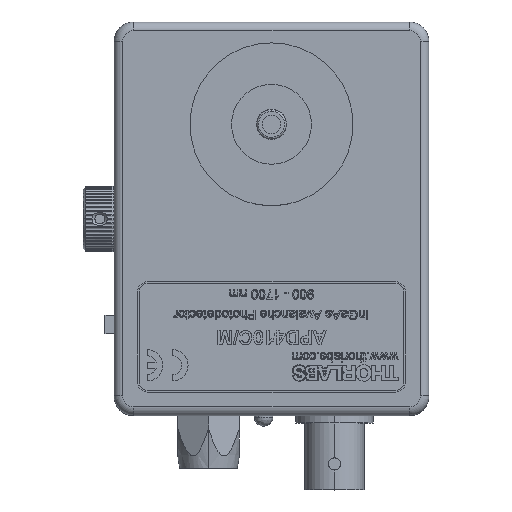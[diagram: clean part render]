
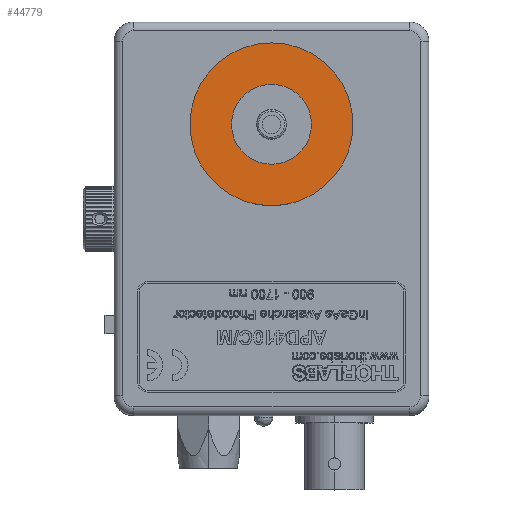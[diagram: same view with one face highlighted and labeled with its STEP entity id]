
A CAD part, top view. The second image highlights one B-rep face of the part: STEP entity #44779.
In plain terms, the highlighted planar face has unit normal (0, 0, 1).
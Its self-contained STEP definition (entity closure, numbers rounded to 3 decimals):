
#289 = CARTESIAN_POINT ( 'NONE',  ( 25.4, 46.99, 27.432 ) ) ;
#5321 = EDGE_LOOP ( 'NONE', ( #9526, #87228 ) ) ;
#9526 = ORIENTED_EDGE ( 'NONE', *, *, #99116, .F. ) ;
#10647 = DIRECTION ( 'NONE',  ( 1., 0., 0. ) ) ;
#12894 = VERTEX_POINT ( 'NONE', #37745 ) ;
#16438 = EDGE_LOOP ( 'NONE', ( #40725, #47849 ) ) ;
#24250 = DIRECTION ( 'NONE',  ( 0., 0., 1. ) ) ;
#26430 = CIRCLE ( 'NONE', #98246, 13.144 ) ;
#29842 = AXIS2_PLACEMENT_3D ( 'NONE', #289, #72158, #10647 ) ;
#33931 = AXIS2_PLACEMENT_3D ( 'NONE', #122826, #61482, #133196 ) ;
#37745 = CARTESIAN_POINT ( 'NONE',  ( 12.256, 46.99, 27.432 ) ) ;
#38774 = VERTEX_POINT ( 'NONE', #60942 ) ;
#40725 = ORIENTED_EDGE ( 'NONE', *, *, #41566, .T. ) ;
#41566 = EDGE_CURVE ( 'NONE', #12894, #38774, #26430, .T. ) ;
#43870 = DIRECTION ( 'NONE',  ( 0., 0., 1. ) ) ;
#44779 = ADVANCED_FACE ( 'NONE', ( #118124, #121335 ), #71717, .T. ) ;
#47849 = ORIENTED_EDGE ( 'NONE', *, *, #70397, .T. ) ;
#50281 = DIRECTION ( 'NONE',  ( 0., 0., 1. ) ) ;
#58903 = CIRCLE ( 'NONE', #79838, 6.439 ) ;
#60942 = CARTESIAN_POINT ( 'NONE',  ( 38.544, 46.99, 27.432 ) ) ;
#61482 = DIRECTION ( 'NONE',  ( 0., 0., 1. ) ) ;
#64856 = CARTESIAN_POINT ( 'NONE',  ( 31.839, 46.99, 27.432 ) ) ;
#65578 = AXIS2_PLACEMENT_3D ( 'NONE', #105196, #43870, #115525 ) ;
#67749 = VERTEX_POINT ( 'NONE', #125989 ) ;
#69423 = VERTEX_POINT ( 'NONE', #64856 ) ;
#70397 = EDGE_CURVE ( 'NONE', #38774, #12894, #88203, .T. ) ;
#71717 = PLANE ( 'NONE',  #29842 ) ;
#72158 = DIRECTION ( 'NONE',  ( 0., 0., 1. ) ) ;
#72547 = CIRCLE ( 'NONE', #65578, 6.439 ) ;
#79838 = AXIS2_PLACEMENT_3D ( 'NONE', #85697, #24250, #96061 ) ;
#85697 = CARTESIAN_POINT ( 'NONE',  ( 25.4, 46.99, 27.432 ) ) ;
#87228 = ORIENTED_EDGE ( 'NONE', *, *, #122772, .F. ) ;
#88203 = CIRCLE ( 'NONE', #33931, 13.144 ) ;
#96061 = DIRECTION ( 'NONE',  ( 1., 0., 0. ) ) ;
#98246 = AXIS2_PLACEMENT_3D ( 'NONE', #111604, #50281, #121896 ) ;
#99116 = EDGE_CURVE ( 'NONE', #69423, #67749, #58903, .T. ) ;
#105196 = CARTESIAN_POINT ( 'NONE',  ( 25.4, 46.99, 27.432 ) ) ;
#111604 = CARTESIAN_POINT ( 'NONE',  ( 25.4, 46.99, 27.432 ) ) ;
#115525 = DIRECTION ( 'NONE',  ( 1., 0., 0. ) ) ;
#118124 = FACE_BOUND ( 'NONE', #5321, .T. ) ;
#121335 = FACE_OUTER_BOUND ( 'NONE', #16438, .T. ) ;
#121896 = DIRECTION ( 'NONE',  ( 1., 0., 0. ) ) ;
#122772 = EDGE_CURVE ( 'NONE', #67749, #69423, #72547, .T. ) ;
#122826 = CARTESIAN_POINT ( 'NONE',  ( 25.4, 46.99, 27.432 ) ) ;
#125989 = CARTESIAN_POINT ( 'NONE',  ( 18.961, 46.99, 27.432 ) ) ;
#133196 = DIRECTION ( 'NONE',  ( 1., 0., 0. ) ) ;
